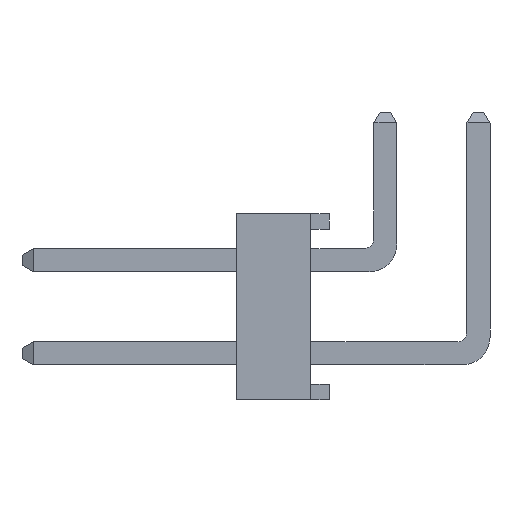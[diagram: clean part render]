
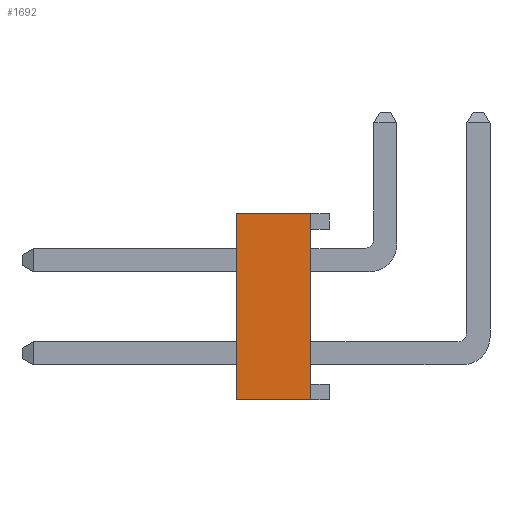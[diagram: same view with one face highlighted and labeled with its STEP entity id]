
A CAD part, left-side view. The second image highlights one B-rep face of the part: STEP entity #1692.
In plain terms, the highlighted planar face has unit normal (-1, 0, 0).
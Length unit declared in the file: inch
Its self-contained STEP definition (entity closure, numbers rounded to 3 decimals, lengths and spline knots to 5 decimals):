
#1692 = ADVANCED_FACE( '', ( #3541 ), #3542, .F. );
#3541 = FACE_OUTER_BOUND( '', #5507, .T. );
#3542 = PLANE( '', #5508 );
#5507 = EDGE_LOOP( '', ( #10556, #10557, #10558, #10559 ) );
#5508 = AXIS2_PLACEMENT_3D( '', #10560, #10561, #10562 );
#10556 = ORIENTED_EDGE( '', *, *, #12483, .F. );
#10557 = ORIENTED_EDGE( '', *, *, #13071, .F. );
#10558 = ORIENTED_EDGE( '', *, *, #12795, .F. );
#10559 = ORIENTED_EDGE( '', *, *, #12235, .T. );
#10560 = CARTESIAN_POINT( '', ( -0.35, 0.1, -0.1 ) );
#10561 = DIRECTION( '', ( 1., 0., 0. ) );
#10562 = DIRECTION( '', ( 0., 0., -1. ) );
#12235 = EDGE_CURVE( '', #14893, #14891, #14894, .T. );
#12483 = EDGE_CURVE( '', #15301, #14891, #15303, .T. );
#12795 = EDGE_CURVE( '', #14893, #15794, #15798, .T. );
#13071 = EDGE_CURVE( '', #15794, #15301, #16214, .T. );
#14891 = VERTEX_POINT( '', #18607 );
#14893 = VERTEX_POINT( '', #18610 );
#14894 = LINE( '', #18611, #18612 );
#15301 = VERTEX_POINT( '', #19215 );
#15303 = LINE( '', #19218, #19219 );
#15794 = VERTEX_POINT( '', #19950 );
#15798 = LINE( '', #19956, #19957 );
#16214 = LINE( '', #20588, #20589 );
#18607 = CARTESIAN_POINT( '', ( -0.35, 0.02, -0.1 ) );
#18610 = CARTESIAN_POINT( '', ( -0.35, 0.1, -0.1 ) );
#18611 = CARTESIAN_POINT( '', ( -0.35, 0.1, -0.1 ) );
#18612 = VECTOR( '', #22764, 39.37008 );
#19215 = CARTESIAN_POINT( '', ( -0.35, 0.02, 0.1 ) );
#19218 = CARTESIAN_POINT( '', ( -0.35, 0.02, -0.1 ) );
#19219 = VECTOR( '', #22965, 39.37008 );
#19950 = CARTESIAN_POINT( '', ( -0.35, 0.1, 0.1 ) );
#19956 = CARTESIAN_POINT( '', ( -0.35, 0.1, -0.1 ) );
#19957 = VECTOR( '', #23238, 39.37008 );
#20588 = CARTESIAN_POINT( '', ( -0.35, 0.1, 0.1 ) );
#20589 = VECTOR( '', #23472, 39.37008 );
#22764 = DIRECTION( '', ( 0., -1., 0. ) );
#22965 = DIRECTION( '', ( 0., 0., -1. ) );
#23238 = DIRECTION( '', ( 0., 0., 1. ) );
#23472 = DIRECTION( '', ( 0., -1., 0. ) );
